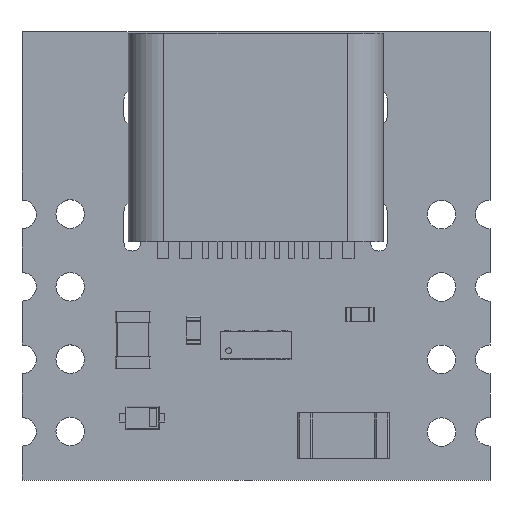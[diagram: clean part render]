
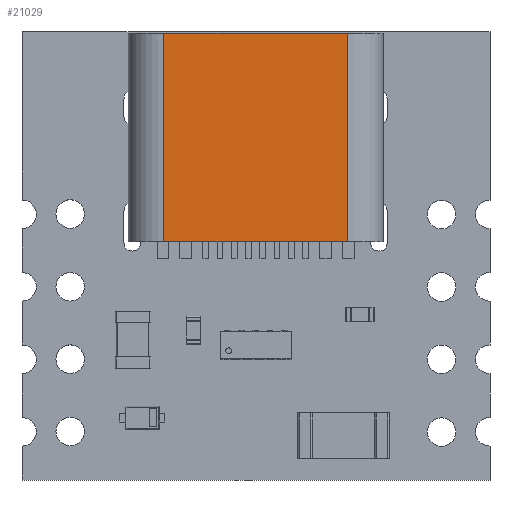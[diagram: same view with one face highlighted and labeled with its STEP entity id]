
A CAD part, top view. The second image highlights one B-rep face of the part: STEP entity #21029.
In plain terms, the highlighted face is planar.
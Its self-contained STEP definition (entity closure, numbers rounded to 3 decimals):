
#12632 = PLANE('',#12633);
#12633 = AXIS2_PLACEMENT_3D('',#12634,#12635,#12636);
#12634 = CARTESIAN_POINT('',(4.47,1.605,-7.3));
#12635 = DIRECTION('',(0.,0.,-1.));
#12636 = DIRECTION('',(-1.,0.,0.));
#14845 = VERTEX_POINT('',#14846);
#14846 = CARTESIAN_POINT('',(1.255,3.21,-7.3));
#14865 = CYLINDRICAL_SURFACE('',#14866,1.255);
#14866 = AXIS2_PLACEMENT_3D('',#14867,#14868,#14869);
#14867 = CARTESIAN_POINT('',(1.255,1.955,0.));
#14868 = DIRECTION('',(0.,0.,-1.));
#14869 = DIRECTION('',(-0.707,0.707,0.));
#14877 = EDGE_CURVE('',#14845,#14878,#14880,.T.);
#14878 = VERTEX_POINT('',#14879);
#14879 = CARTESIAN_POINT('',(7.685,3.21,-7.3));
#14880 = SURFACE_CURVE('',#14881,(#14885,#14892),.PCURVE_S1.);
#14881 = LINE('',#14882,#14883);
#14882 = CARTESIAN_POINT('',(8.94,3.21,-7.3));
#14883 = VECTOR('',#14884,1.);
#14884 = DIRECTION('',(1.,0.,0.));
#14885 = PCURVE('',#12632,#14886);
#14886 = DEFINITIONAL_REPRESENTATION('',(#14887),#14891);
#14887 = LINE('',#14888,#14889);
#14888 = CARTESIAN_POINT('',(-4.47,1.605));
#14889 = VECTOR('',#14890,1.);
#14890 = DIRECTION('',(-1.,0.));
#14891 = ( GEOMETRIC_REPRESENTATION_CONTEXT(2) 
PARAMETRIC_REPRESENTATION_CONTEXT() REPRESENTATION_CONTEXT('2D SPACE',''
  ) );
#14892 = PCURVE('',#14893,#14898);
#14893 = PLANE('',#14894);
#14894 = AXIS2_PLACEMENT_3D('',#14895,#14896,#14897);
#14895 = CARTESIAN_POINT('',(0.,3.21,0.));
#14896 = DIRECTION('',(0.,1.,0.));
#14897 = DIRECTION('',(1.,0.,0.));
#14898 = DEFINITIONAL_REPRESENTATION('',(#14899),#14903);
#14899 = LINE('',#14900,#14901);
#14900 = CARTESIAN_POINT('',(8.94,7.3));
#14901 = VECTOR('',#14902,1.);
#14902 = DIRECTION('',(1.,0.));
#14903 = ( GEOMETRIC_REPRESENTATION_CONTEXT(2) 
PARAMETRIC_REPRESENTATION_CONTEXT() REPRESENTATION_CONTEXT('2D SPACE',''
  ) );
#14926 = CYLINDRICAL_SURFACE('',#14927,1.255);
#14927 = AXIS2_PLACEMENT_3D('',#14928,#14929,#14930);
#14928 = CARTESIAN_POINT('',(7.685,1.955,0.));
#14929 = DIRECTION('',(0.,0.,-1.));
#14930 = DIRECTION('',(0.707,0.707,0.));
#16943 = PLANE('',#16944);
#16944 = AXIS2_PLACEMENT_3D('',#16945,#16946,#16947);
#16945 = CARTESIAN_POINT('',(4.47,1.605,0.));
#16946 = DIRECTION('',(0.,0.,1.));
#16947 = DIRECTION('',(1.,0.,-0.));
#20759 = VERTEX_POINT('',#20760);
#20760 = CARTESIAN_POINT('',(7.685,3.21,0.));
#20786 = EDGE_CURVE('',#20759,#20787,#20789,.T.);
#20787 = VERTEX_POINT('',#20788);
#20788 = CARTESIAN_POINT('',(1.255,3.21,0.));
#20789 = SURFACE_CURVE('',#20790,(#20794,#20801),.PCURVE_S1.);
#20790 = LINE('',#20791,#20792);
#20791 = CARTESIAN_POINT('',(8.94,3.21,0.));
#20792 = VECTOR('',#20793,1.);
#20793 = DIRECTION('',(-1.,0.,0.));
#20794 = PCURVE('',#16943,#20795);
#20795 = DEFINITIONAL_REPRESENTATION('',(#20796),#20800);
#20796 = LINE('',#20797,#20798);
#20797 = CARTESIAN_POINT('',(4.47,1.605));
#20798 = VECTOR('',#20799,1.);
#20799 = DIRECTION('',(-1.,0.));
#20800 = ( GEOMETRIC_REPRESENTATION_CONTEXT(2) 
PARAMETRIC_REPRESENTATION_CONTEXT() REPRESENTATION_CONTEXT('2D SPACE',''
  ) );
#20801 = PCURVE('',#14893,#20802);
#20802 = DEFINITIONAL_REPRESENTATION('',(#20803),#20807);
#20803 = LINE('',#20804,#20805);
#20804 = CARTESIAN_POINT('',(8.94,0.));
#20805 = VECTOR('',#20806,1.);
#20806 = DIRECTION('',(-1.,0.));
#20807 = ( GEOMETRIC_REPRESENTATION_CONTEXT(2) 
PARAMETRIC_REPRESENTATION_CONTEXT() REPRESENTATION_CONTEXT('2D SPACE',''
  ) );
#20872 = EDGE_CURVE('',#14878,#20759,#20873,.T.);
#20873 = SURFACE_CURVE('',#20874,(#20878,#20885),.PCURVE_S1.);
#20874 = LINE('',#20875,#20876);
#20875 = CARTESIAN_POINT('',(7.685,3.21,0.));
#20876 = VECTOR('',#20877,1.);
#20877 = DIRECTION('',(0.,0.,1.));
#20878 = PCURVE('',#14926,#20879);
#20879 = DEFINITIONAL_REPRESENTATION('',(#20880),#20884);
#20880 = LINE('',#20881,#20882);
#20881 = CARTESIAN_POINT('',(5.498,0.));
#20882 = VECTOR('',#20883,1.);
#20883 = DIRECTION('',(0.,-1.));
#20884 = ( GEOMETRIC_REPRESENTATION_CONTEXT(2) 
PARAMETRIC_REPRESENTATION_CONTEXT() REPRESENTATION_CONTEXT('2D SPACE',''
  ) );
#20885 = PCURVE('',#14893,#20886);
#20886 = DEFINITIONAL_REPRESENTATION('',(#20887),#20891);
#20887 = LINE('',#20888,#20889);
#20888 = CARTESIAN_POINT('',(7.685,0.));
#20889 = VECTOR('',#20890,1.);
#20890 = DIRECTION('',(0.,-1.));
#20891 = ( GEOMETRIC_REPRESENTATION_CONTEXT(2) 
PARAMETRIC_REPRESENTATION_CONTEXT() REPRESENTATION_CONTEXT('2D SPACE',''
  ) );
#20901 = EDGE_CURVE('',#20787,#14845,#20902,.T.);
#20902 = SURFACE_CURVE('',#20903,(#20907,#20914),.PCURVE_S1.);
#20903 = LINE('',#20904,#20905);
#20904 = CARTESIAN_POINT('',(1.255,3.21,0.));
#20905 = VECTOR('',#20906,1.);
#20906 = DIRECTION('',(0.,0.,-1.));
#20907 = PCURVE('',#14865,#20908);
#20908 = DEFINITIONAL_REPRESENTATION('',(#20909),#20913);
#20909 = LINE('',#20910,#20911);
#20910 = CARTESIAN_POINT('',(7.069,0.));
#20911 = VECTOR('',#20912,1.);
#20912 = DIRECTION('',(0.,1.));
#20913 = ( GEOMETRIC_REPRESENTATION_CONTEXT(2) 
PARAMETRIC_REPRESENTATION_CONTEXT() REPRESENTATION_CONTEXT('2D SPACE',''
  ) );
#20914 = PCURVE('',#14893,#20915);
#20915 = DEFINITIONAL_REPRESENTATION('',(#20916),#20920);
#20916 = LINE('',#20917,#20918);
#20917 = CARTESIAN_POINT('',(1.255,0.));
#20918 = VECTOR('',#20919,1.);
#20919 = DIRECTION('',(0.,1.));
#20920 = ( GEOMETRIC_REPRESENTATION_CONTEXT(2) 
PARAMETRIC_REPRESENTATION_CONTEXT() REPRESENTATION_CONTEXT('2D SPACE',''
  ) );
#21029 = ADVANCED_FACE('',(#21030),#14893,.T.);
#21030 = FACE_BOUND('',#21031,.T.);
#21031 = EDGE_LOOP('',(#21032,#21033,#21034,#21035));
#21032 = ORIENTED_EDGE('',*,*,#20872,.F.);
#21033 = ORIENTED_EDGE('',*,*,#14877,.F.);
#21034 = ORIENTED_EDGE('',*,*,#20901,.F.);
#21035 = ORIENTED_EDGE('',*,*,#20786,.F.);
